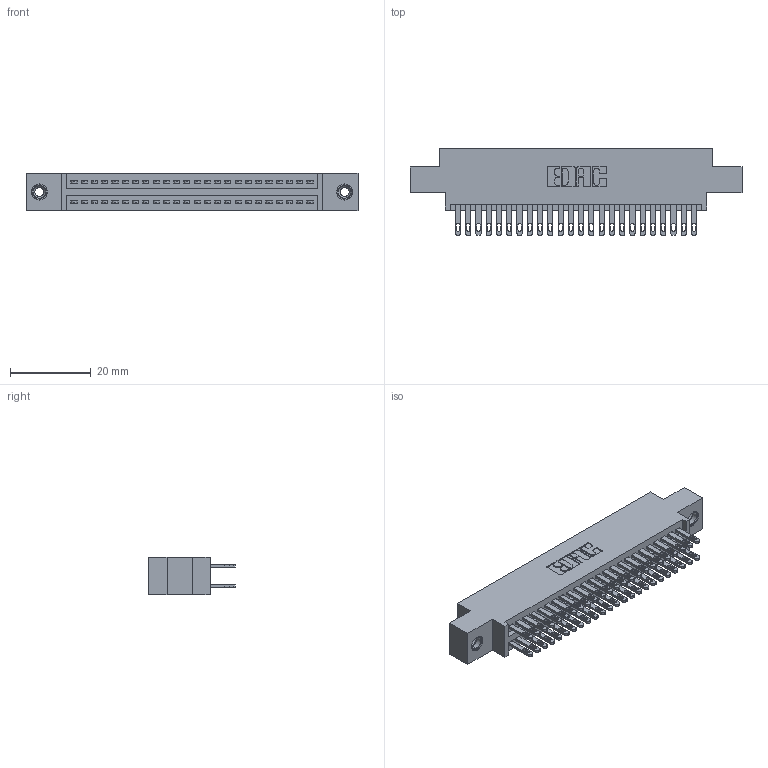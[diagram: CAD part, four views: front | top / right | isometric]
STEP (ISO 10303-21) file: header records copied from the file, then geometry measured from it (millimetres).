
FILE_DESCRIPTION (( 'STEP AP203' ), '1' );
FILE_NAME ('345-048-500-808.STEP', '2018-09-11T09:21:35', ( '' ), ( '' ), 'SwSTEP 2.0', 'SolidWorks 2016', '' );
FILE_SCHEMA (( 'CONFIG_CONTROL_DESIGN' ));
Length unit declared in the file: inch
Products named in the file (4): 345 Part_0.170 Offset - 0.156 Dia-TI; 345-292-001_345-293-100; 345-250-001_345-250-003-102; 345-048-500-808
Assembly tree (51 placements, depth 2):
  345-048-500-808
    345 Part_0.170 Offset - 0.156 Dia-TI
    345-292-001_345-293-100  x48
    345-250-001_345-250-003-102  x2
Bounding box: 82.17 x 21.51 x 9.4 mm (x, y, z)
Volume: 7841.7 mm3; surface area: 11889.2 mm2
Topology: 51 solids, 51 shells, 2398 faces, 7257 edges, 4830 vertices
Faces by surface type: plane 1412, cylinder 970, cone 12, torus 4
Entity records: 22502 total; most frequent: CARTESIAN_POINT 3771, ORIENTED_EDGE 3698, DIRECTION 3375, EDGE_CURVE 1849, VECTOR 1597, LINE 1597, VERTEX_POINT 1228, AXIS2_PLACEMENT_3D 889
